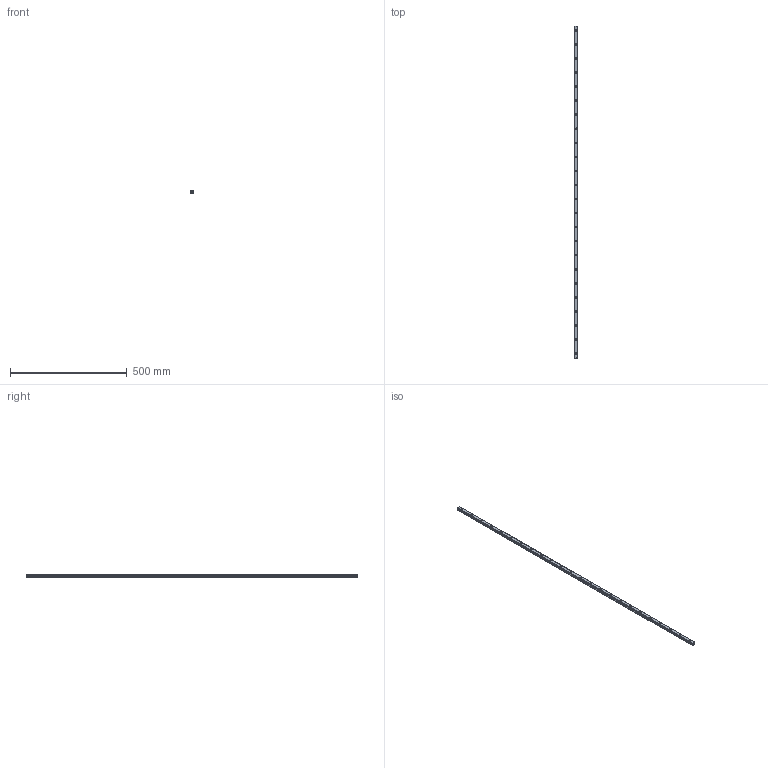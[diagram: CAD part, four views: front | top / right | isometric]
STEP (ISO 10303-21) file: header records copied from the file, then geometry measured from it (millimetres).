
FILE_DESCRIPTION(('STEP AP214'),'1');
FILE_NAME('cctmp_16301058-3F02-4D00-9318-4FA306D7FA56_2021_02_02_13_31_04_0358..stp','2021-02-02T12:31:04',('HIWIN GmbH'),('CADClick - www.CADClick.com'),'Spatial InterOp 3D',' ','unknown authorization');
FILE_SCHEMA(('AUTOMOTIVE_DESIGN'));
Length unit declared in the file: millimetre
Products named in the file (1): EGR15U1420C_FILE
Bounding box: 15 x 1420 x 12.5 mm (x, y, z)
Volume: 226100 mm3; surface area: 86732.5 mm2
Topology: 1 solids, 1 shells, 343 faces, 867 edges, 578 vertices
Faces by surface type: plane 181, cylinder 162
Entity records: 13269 total; most frequent: DIRECTION 1975, CARTESIAN_POINT 1789, ORIENTED_EDGE 1734, EDGE_CURVE 867, AXIS2_PLACEMENT_3D 764, VERTEX_POINT 578, LINE 447, VECTOR 447
